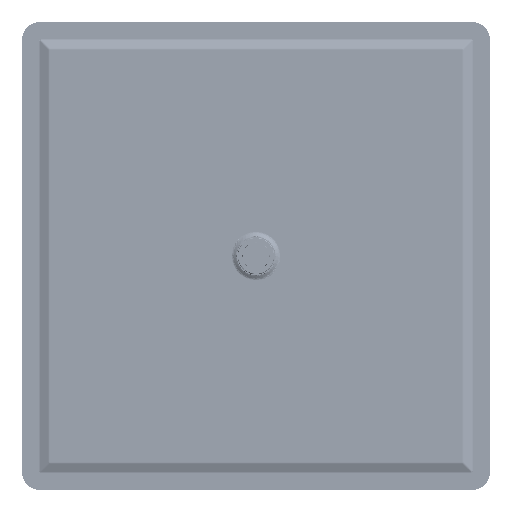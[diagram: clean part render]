
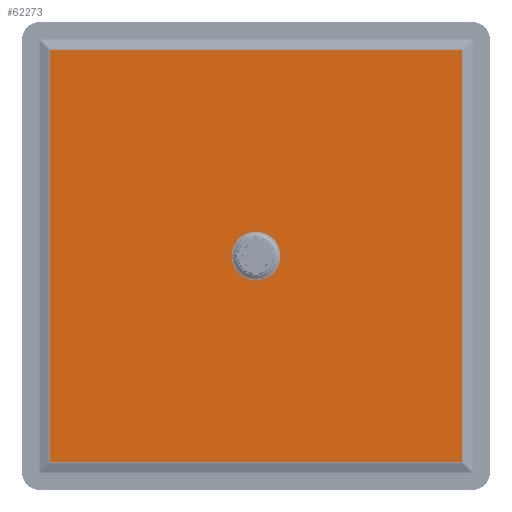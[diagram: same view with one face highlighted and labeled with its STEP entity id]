
A CAD part, top view. The second image highlights one B-rep face of the part: STEP entity #62273.
In plain terms, the highlighted face is planar.
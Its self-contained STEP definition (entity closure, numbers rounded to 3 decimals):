
#5708=FACE_BOUND('',#15276,.T.);
#9633=FACE_OUTER_BOUND('',#15275,.T.);
#15275=EDGE_LOOP('',(#56876,#56877,#56878,#56879));
#15276=EDGE_LOOP('',(#56880));
#17382=LINE('',#114504,#19454);
#17384=LINE('',#114511,#19456);
#17385=LINE('',#114512,#19457);
#17386=LINE('',#114513,#19458);
#19454=VECTOR('',#95888,352.912);
#19456=VECTOR('',#95894,352.912);
#19457=VECTOR('',#95895,352.912);
#19458=VECTOR('',#95896,352.912);
#26042=CIRCLE('',#72872,20.797);
#31696=VERTEX_POINT('',#114499);
#31697=VERTEX_POINT('',#114503);
#31699=VERTEX_POINT('',#114509);
#31700=VERTEX_POINT('',#114510);
#31701=VERTEX_POINT('',#114514);
#40324=EDGE_CURVE('',#31697,#31696,#17382,.T.);
#40327=EDGE_CURVE('',#31699,#31700,#17384,.T.);
#40328=EDGE_CURVE('',#31700,#31697,#17385,.T.);
#40329=EDGE_CURVE('',#31696,#31699,#17386,.T.);
#40330=EDGE_CURVE('',#31701,#31701,#26042,.T.);
#56876=ORIENTED_EDGE('',*,*,#40327,.T.);
#56877=ORIENTED_EDGE('',*,*,#40328,.T.);
#56878=ORIENTED_EDGE('',*,*,#40324,.T.);
#56879=ORIENTED_EDGE('',*,*,#40329,.T.);
#56880=ORIENTED_EDGE('',*,*,#40330,.F.);
#58327=PLANE('',#72871);
#62273=ADVANCED_FACE('',(#9633,#5708),#58327,.T.);
#72871=AXIS2_PLACEMENT_3D('',#114508,#95892,#95893);
#72872=AXIS2_PLACEMENT_3D('',#114515,#95897,#95898);
#95888=DIRECTION('',(1.,0.,0.));
#95892=DIRECTION('center_axis',(0.,0.,-1.));
#95893=DIRECTION('ref_axis',(1.,0.,0.));
#95894=DIRECTION('',(-1.,0.,0.));
#95895=DIRECTION('',(0.,1.,0.));
#95896=DIRECTION('',(0.,-1.,0.));
#95897=DIRECTION('center_axis',(0.,0.,-1.));
#95898=DIRECTION('ref_axis',(0.,-1.,0.));
#114499=CARTESIAN_POINT('',(176.456,-49.044,-6.));
#114503=CARTESIAN_POINT('',(-176.456,-49.044,-6.));
#114504=CARTESIAN_POINT('',(-176.456,-49.044,-6.));
#114508=CARTESIAN_POINT('Origin',(0.,-225.5,-6.));
#114509=CARTESIAN_POINT('',(176.456,-401.956,-6.));
#114510=CARTESIAN_POINT('',(-176.456,-401.956,-6.));
#114511=CARTESIAN_POINT('',(176.456,-401.956,-6.));
#114512=CARTESIAN_POINT('',(-176.456,-401.956,-6.));
#114513=CARTESIAN_POINT('',(176.456,-49.044,-6.));
#114514=CARTESIAN_POINT('',(-1.09,-204.732,-6.));
#114515=CARTESIAN_POINT('Origin',(0.,-225.5,-6.));
